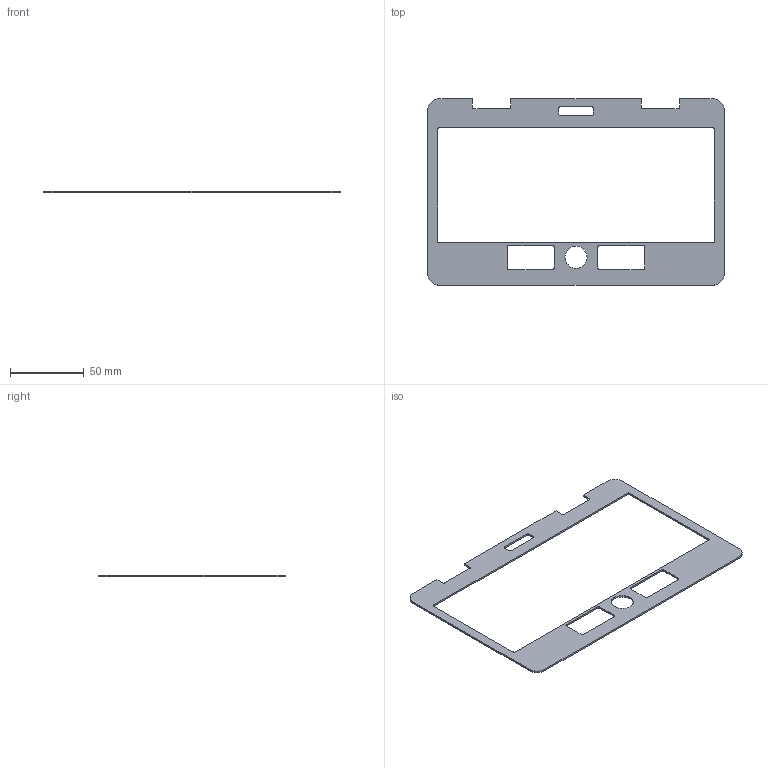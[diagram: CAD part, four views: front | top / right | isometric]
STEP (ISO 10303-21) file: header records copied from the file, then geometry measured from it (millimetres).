
FILE_DESCRIPTION(('FreeCAD Model'),'2;1');
FILE_NAME('Open CASCADE Shape Model','2023-11-15T20:35:23',(''),(''), 'Open CASCADE STEP processor 7.7','FreeCAD','Unknown');
FILE_SCHEMA(('AUTOMOTIVE_DESIGN { 1 0 10303 214 1 1 1 1 }'));
Length unit declared in the file: millimetre
Products named in the file (1): Cut
Bounding box: 200.2 x 125.82 x 1.2 mm (x, y, z)
Volume: 10732.7 mm3; surface area: 19666.7 mm2
Topology: 1 solids, 1 shells, 59 faces, 171 edges, 114 vertices
Faces by surface type: extrusion 57, bspline 2
Entity records: 4425 total; most frequent: CARTESIAN_POINT 1416, DIRECTION 344, ORIENTED_EDGE 342, VECTOR 342, PCURVE 342, DEFINITIONAL_REPRESENTATION 342, LINE 285, B_SPLINE_CURVE_WITH_KNOTS 273
